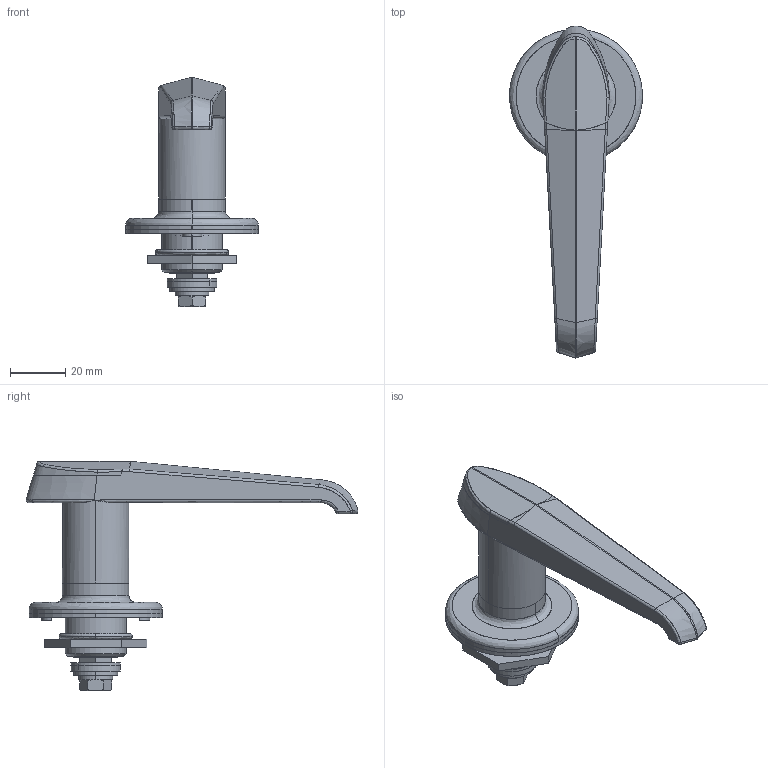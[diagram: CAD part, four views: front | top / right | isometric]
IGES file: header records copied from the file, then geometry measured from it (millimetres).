
Start section: SolidWorks IGES file using analytic representation for surfaces
Global section: file name: A-1140-H-2-1-TAK60.IGS; native system: SolidWorks 2018; preprocessor: SolidWorks 2018; author: 1337yo; date: 200311.114834; units: millimetre
Bounding box: 48 x 119.9 x 82.86 mm (x, y, z)
Surface area: 30405.4 mm2 (no closed solid volume)
Topology: 0 solids, 0 shells, 288 faces, 3905 edges, 3894 vertices
Faces by surface type: bspline 161, revolution 127
